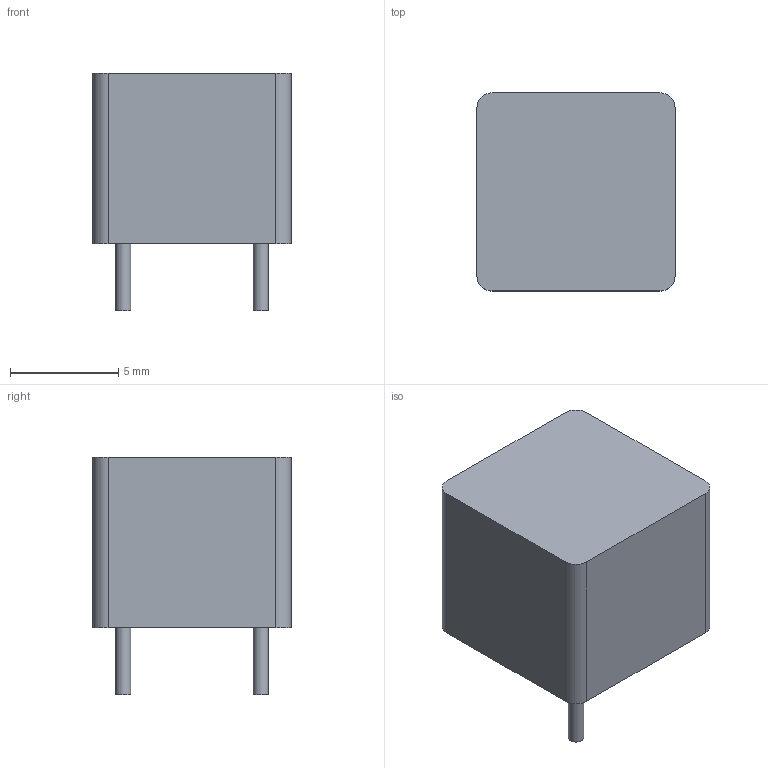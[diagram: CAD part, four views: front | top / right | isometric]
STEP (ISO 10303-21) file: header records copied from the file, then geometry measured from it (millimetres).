
FILE_DESCRIPTION(('FreeCAD Model'),'2;1');
FILE_NAME('L_Radial_L9.1mm_W9.1mm_Px6.35mm_Py6.35mm_Pulse_LP-25.step', '2018-01-10T12:34:28',('kicad StepUp'),('ksu MCAD'), 'Open CASCADE STEP processor 6.8','FreeCAD','Unknown');
FILE_SCHEMA(('AUTOMOTIVE_DESIGN_CC2 { 1 2 10303 214 -1 1 5 4 }'));
Length unit declared in the file: millimetre
Products named in the file (1): L_Radial_L9.1mm_W9.1mm_Px6.35mm_Py6.35mm_Pulse_LP-25
Bounding box: 9.14 x 9.14 x 10.97 mm (x, y, z)
Volume: 656.5 mm3; surface area: 458.1 mm2
Topology: 1 solids, 1 shells, 14 faces, 30 edges, 20 vertices
Faces by surface type: plane 8, cylinder 6
Full cylindrical faces by diameter (mm): 0.7 x2
Entity records: 312 total; most frequent: CARTESIAN_POINT 45, ORIENTED_EDGE 42, EDGE_CURVE 30, AXIS2_PLACEMENT_3D 27, VERTEX_POINT 20, LINE 18, FACE_BOUND 16, EDGE_LOOP 16
